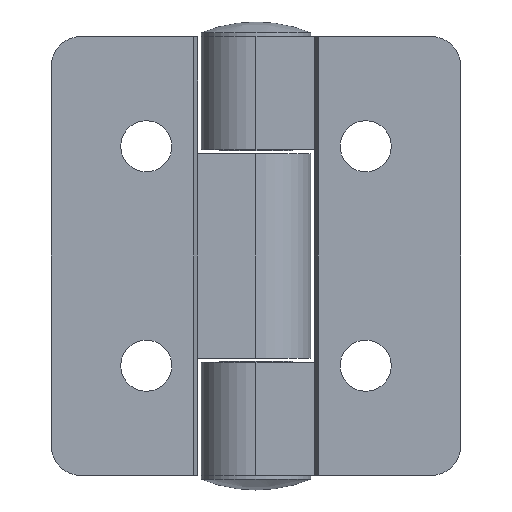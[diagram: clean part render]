
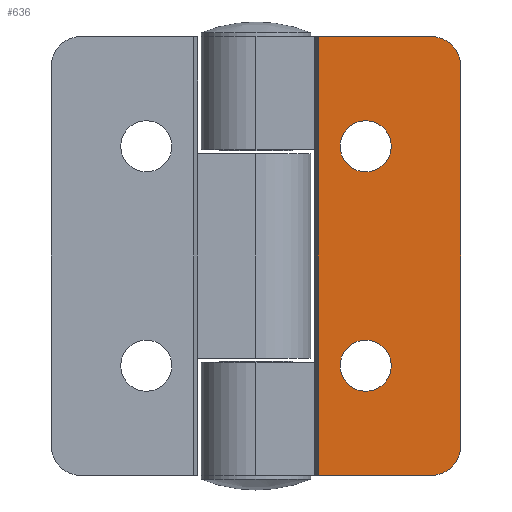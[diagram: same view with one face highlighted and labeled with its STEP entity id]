
A CAD part, front view. The second image highlights one B-rep face of the part: STEP entity #636.
In plain terms, the highlighted planar face has unit normal (0, -1, 0).
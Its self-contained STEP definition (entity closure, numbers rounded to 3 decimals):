
#46 = VERTEX_POINT ( 'NONE', #661 ) ;
#76 = CIRCLE ( 'NONE', #2653, 3.5 ) ;
#78 = AXIS2_PLACEMENT_3D ( 'NONE', #1754, #1755, #1756 ) ;
#84 = CIRCLE ( 'NONE', #1958, 3.5 ) ;
#86 = CIRCLE ( 'NONE', #101, 4. ) ;
#88 = CIRCLE ( 'NONE', #97, 4. ) ;
#97 = AXIS2_PLACEMENT_3D ( 'NONE', #1829, #1830, #1831 ) ;
#101 = AXIS2_PLACEMENT_3D ( 'NONE', #1826, #1827, #1828 ) ;
#243 = CARTESIAN_POINT ( 'NONE',  ( 15., -8.5, 15. ) ) ;
#260 = DIRECTION ( 'NONE',  ( 0., 0., 1. ) ) ;
#262 = DIRECTION ( 'NONE',  ( 0., 1., 0. ) ) ;
#387 = CARTESIAN_POINT ( 'NONE',  ( 8.5, -8.5, 30. ) ) ;
#391 = DIRECTION ( 'NONE',  ( 1., 0., 0. ) ) ;
#505 = VECTOR ( 'NONE', #1668, 1000. ) ;
#542 = EDGE_CURVE ( 'NONE', #2052, #2057, #2528, .T. ) ;
#562 = EDGE_CURVE ( 'NONE', #46, #714, #784, .T. ) ;
#588 = EDGE_CURVE ( 'NONE', #2072, #2082, #2485, .T. ) ;
#636 = ADVANCED_FACE ( 'NONE', ( #2423, #2422, #2421 ), #1753, .F. ) ;
#661 = CARTESIAN_POINT ( 'NONE',  ( 15., -8.5, 11.5 ) ) ;
#710 = VERTEX_POINT ( 'NONE', #1765 ) ;
#714 = VERTEX_POINT ( 'NONE', #1767 ) ;
#746 = VERTEX_POINT ( 'NONE', #1778 ) ;
#772 = AXIS2_PLACEMENT_3D ( 'NONE', #243, #262, #260 ) ;
#784 = CIRCLE ( 'NONE', #772, 3.5 ) ;
#795 = VECTOR ( 'NONE', #1833, 1000. ) ;
#884 = VECTOR ( 'NONE', #391, 1000. ) ;
#1115 = CARTESIAN_POINT ( 'NONE',  ( 8.5, -8.5, 30. ) ) ;
#1120 = CARTESIAN_POINT ( 'NONE',  ( 24., -8.5, 30. ) ) ;
#1133 = CARTESIAN_POINT ( 'NONE',  ( 28., -8.5, 26. ) ) ;
#1135 = CARTESIAN_POINT ( 'NONE',  ( 8.5, -8.5, -30. ) ) ;
#1139 = CARTESIAN_POINT ( 'NONE',  ( 28., -8.5, -26. ) ) ;
#1145 = CARTESIAN_POINT ( 'NONE',  ( 24., -8.5, -30. ) ) ;
#1187 = EDGE_CURVE ( 'NONE', #2070, #2057, #86, .T. ) ;
#1188 = EDGE_CURVE ( 'NONE', #2082, #2076, #88, .T. ) ;
#1189 = EDGE_CURVE ( 'NONE', #2070, #2076, #2598, .T. ) ;
#1190 = EDGE_CURVE ( 'NONE', #714, #46, #76, .T. ) ;
#1192 = EDGE_CURVE ( 'NONE', #746, #710, #84, .T. ) ;
#1194 = EDGE_CURVE ( 'NONE', #2052, #2072, #2596, .T. ) ;
#1198 = EDGE_CURVE ( 'NONE', #710, #746, #2603, .T. ) ;
#1661 = CARTESIAN_POINT ( 'NONE',  ( 8.5, -8.5, -30. ) ) ;
#1668 = DIRECTION ( 'NONE',  ( 1., 0., 0. ) ) ;
#1753 = PLANE ( 'NONE',  #78 ) ;
#1754 = CARTESIAN_POINT ( 'NONE',  ( 8.5, -8.5, 30. ) ) ;
#1755 = DIRECTION ( 'NONE',  ( 0., 1., 0. ) ) ;
#1756 = DIRECTION ( 'NONE',  ( 0., 0., 1. ) ) ;
#1765 = CARTESIAN_POINT ( 'NONE',  ( 15., -8.5, -18.5 ) ) ;
#1767 = CARTESIAN_POINT ( 'NONE',  ( 15., -8.5, 18.5 ) ) ;
#1778 = CARTESIAN_POINT ( 'NONE',  ( 15., -8.5, -11.5 ) ) ;
#1826 = CARTESIAN_POINT ( 'NONE',  ( 24., -8.5, 26. ) ) ;
#1827 = DIRECTION ( 'NONE',  ( 0., -1., 0. ) ) ;
#1828 = DIRECTION ( 'NONE',  ( 0., 0., 1. ) ) ;
#1829 = CARTESIAN_POINT ( 'NONE',  ( 24., -8.5, -26. ) ) ;
#1830 = DIRECTION ( 'NONE',  ( 0., -1., 0. ) ) ;
#1831 = DIRECTION ( 'NONE',  ( 0., 0., 1. ) ) ;
#1832 = CARTESIAN_POINT ( 'NONE',  ( 28., -8.5, 30. ) ) ;
#1833 = DIRECTION ( 'NONE',  ( 0., 0., -1. ) ) ;
#1834 = CARTESIAN_POINT ( 'NONE',  ( 15., -8.5, 15. ) ) ;
#1835 = DIRECTION ( 'NONE',  ( 0., 1., 0. ) ) ;
#1836 = DIRECTION ( 'NONE',  ( 0., 0., 1. ) ) ;
#1840 = CARTESIAN_POINT ( 'NONE',  ( 15., -8.5, -15. ) ) ;
#1841 = DIRECTION ( 'NONE',  ( 0., 1., 0. ) ) ;
#1842 = DIRECTION ( 'NONE',  ( 0., 0., 1. ) ) ;
#1845 = CARTESIAN_POINT ( 'NONE',  ( 8.5, -8.5, 30. ) ) ;
#1846 = DIRECTION ( 'NONE',  ( 0., 0., -1. ) ) ;
#1853 = CARTESIAN_POINT ( 'NONE',  ( 15., -8.5, -15. ) ) ;
#1854 = DIRECTION ( 'NONE',  ( 0., 1., 0. ) ) ;
#1855 = DIRECTION ( 'NONE',  ( 0., 0., 1. ) ) ;
#1958 = AXIS2_PLACEMENT_3D ( 'NONE', #1840, #1841, #1842 ) ;
#2052 = VERTEX_POINT ( 'NONE', #1115 ) ;
#2057 = VERTEX_POINT ( 'NONE', #1120 ) ;
#2070 = VERTEX_POINT ( 'NONE', #1133 ) ;
#2072 = VERTEX_POINT ( 'NONE', #1135 ) ;
#2076 = VERTEX_POINT ( 'NONE', #1139 ) ;
#2082 = VERTEX_POINT ( 'NONE', #1145 ) ;
#2093 = EDGE_LOOP ( 'NONE', ( #2263, #2261 ) ) ;
#2103 = EDGE_LOOP ( 'NONE', ( #2352, #2321 ) ) ;
#2104 = EDGE_LOOP ( 'NONE', ( #2260, #2268, #2270, #2269, #2271, #2367 ) ) ;
#2260 = ORIENTED_EDGE ( 'NONE', *, *, #1189, .F. ) ;
#2261 = ORIENTED_EDGE ( 'NONE', *, *, #1198, .T. ) ;
#2263 = ORIENTED_EDGE ( 'NONE', *, *, #1192, .T. ) ;
#2268 = ORIENTED_EDGE ( 'NONE', *, *, #1187, .T. ) ;
#2269 = ORIENTED_EDGE ( 'NONE', *, *, #1194, .T. ) ;
#2270 = ORIENTED_EDGE ( 'NONE', *, *, #542, .F. ) ;
#2271 = ORIENTED_EDGE ( 'NONE', *, *, #588, .T. ) ;
#2321 = ORIENTED_EDGE ( 'NONE', *, *, #562, .T. ) ;
#2352 = ORIENTED_EDGE ( 'NONE', *, *, #1190, .T. ) ;
#2367 = ORIENTED_EDGE ( 'NONE', *, *, #1188, .T. ) ;
#2421 = FACE_OUTER_BOUND ( 'NONE', #2104, .T. ) ;
#2422 = FACE_BOUND ( 'NONE', #2103, .T. ) ;
#2423 = FACE_BOUND ( 'NONE', #2093, .T. ) ;
#2485 = LINE ( 'NONE', #1661, #505 ) ;
#2528 = LINE ( 'NONE', #387, #884 ) ;
#2596 = LINE ( 'NONE', #1845, #2640 ) ;
#2598 = LINE ( 'NONE', #1832, #795 ) ;
#2603 = CIRCLE ( 'NONE', #2608, 3.5 ) ;
#2608 = AXIS2_PLACEMENT_3D ( 'NONE', #1853, #1854, #1855 ) ;
#2640 = VECTOR ( 'NONE', #1846, 1000. ) ;
#2653 = AXIS2_PLACEMENT_3D ( 'NONE', #1834, #1835, #1836 ) ;
